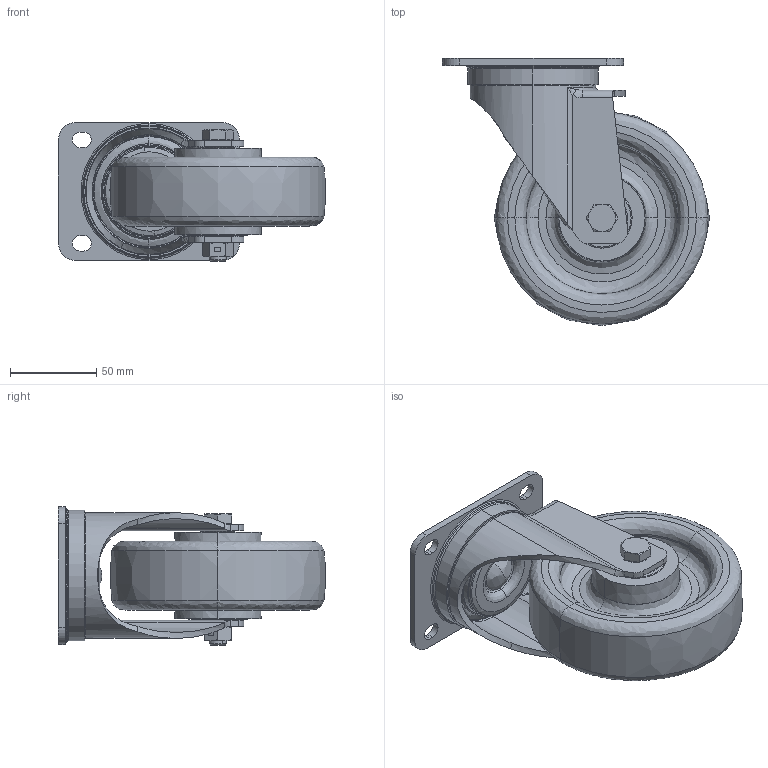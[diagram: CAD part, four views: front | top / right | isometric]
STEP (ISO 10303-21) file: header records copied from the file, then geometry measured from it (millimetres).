
FILE_DESCRIPTION (( 'STEP AP214' ), '1' );
FILE_NAME ('0020319_L-IM-TPKH-125-K-3.STEP', '2016-11-03T14:22:40', ( '' ), ( '' ), 'SwSTEP 2.0', 'SolidWorks 2016', '' );
FILE_SCHEMA (( 'AUTOMOTIVE_DESIGN' ));
Length unit declared in the file: millimetre
Products named in the file (1): 0020319_L-IM-TPKH-125-K-3
Bounding box: 154.88 x 154.88 x 80.5 mm (x, y, z)
Surface area: 136997.4 mm2 (no closed solid volume)
Topology: 0 solids, 22 shells, 695 faces, 1689 edges, 1064 vertices
Faces by surface type: plane 314, cylinder 164, bspline 113, cone 90, torus 14
Entity records: 33638 total; most frequent: CARTESIAN_POINT 9707, DIRECTION 3382, ORIENTED_EDGE 3330, EDGE_CURVE 1685, AXIS2_PLACEMENT_3D 1228, VERTEX_POINT 1064, VECTOR 926, LINE 926
